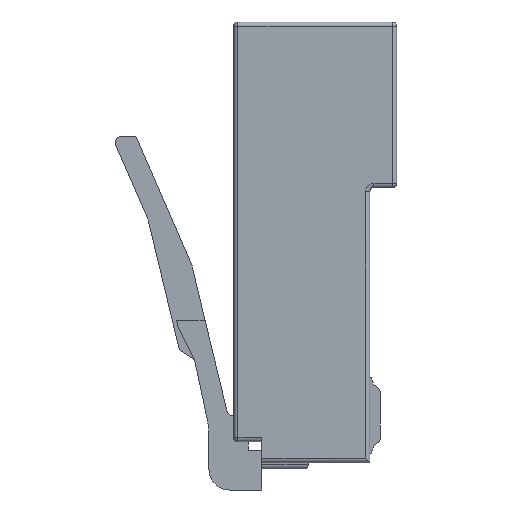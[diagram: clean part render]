
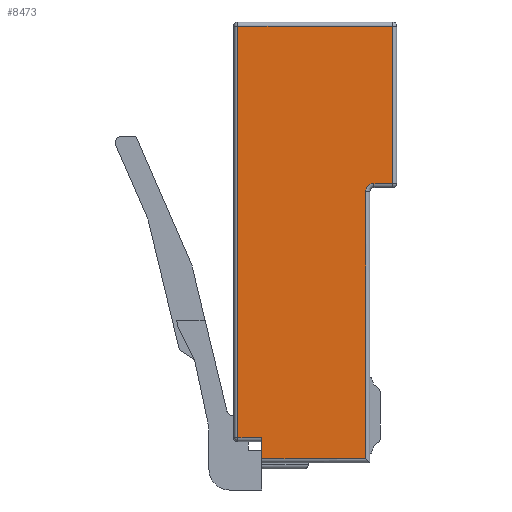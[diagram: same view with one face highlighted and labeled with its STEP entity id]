
A CAD part, left-side view. The second image highlights one B-rep face of the part: STEP entity #8473.
In plain terms, the highlighted planar face has unit normal (-1, 0, 0).
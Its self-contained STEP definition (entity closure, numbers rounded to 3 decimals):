
#54 = AXIS2_PLACEMENT_3D ( 'NONE', #6000, #1336, #6770 ) ;
#82 = VERTEX_POINT ( 'NONE', #4960 ) ;
#220 = FACE_OUTER_BOUND ( 'NONE', #5567, .T. ) ;
#240 = VECTOR ( 'NONE', #534, 1000. ) ;
#461 = ORIENTED_EDGE ( 'NONE', *, *, #1710, .T. ) ;
#534 = DIRECTION ( 'NONE',  ( 0., -1., 0. ) ) ;
#567 = PLANE ( 'NONE',  #54 ) ;
#581 = CARTESIAN_POINT ( 'NONE',  ( -5.84, 2.59, 0. ) ) ;
#656 = VECTOR ( 'NONE', #1193, 1000. ) ;
#803 = ORIENTED_EDGE ( 'NONE', *, *, #7897, .T. ) ;
#889 = LINE ( 'NONE', #1701, #8406 ) ;
#1025 = LINE ( 'NONE', #581, #9017 ) ;
#1147 = LINE ( 'NONE', #7402, #656 ) ;
#1193 = DIRECTION ( 'NONE',  ( 0., 0., -1. ) ) ;
#1241 = LINE ( 'NONE', #3672, #8985 ) ;
#1277 = LINE ( 'NONE', #3734, #9026 ) ;
#1333 = CARTESIAN_POINT ( 'NONE',  ( -5.84, -2.85, 13.54 ) ) ;
#1336 = DIRECTION ( 'NONE',  ( 1., 0., 0. ) ) ;
#1394 = CARTESIAN_POINT ( 'NONE',  ( -5.84, 2.59, 0.2 ) ) ;
#1701 = CARTESIAN_POINT ( 'NONE',  ( -5.84, -3.95, 13.54 ) ) ;
#1710 = EDGE_CURVE ( 'NONE', #7625, #8617, #889, .T. ) ;
#1806 = CARTESIAN_POINT ( 'NONE',  ( -5.84, -3.75, 13.54 ) ) ;
#1885 = ORIENTED_EDGE ( 'NONE', *, *, #7605, .T. ) ;
#1907 = DIRECTION ( 'NONE',  ( -1., 0., 0. ) ) ;
#2169 = CARTESIAN_POINT ( 'NONE',  ( -5.84, 3.75, 21.17 ) ) ;
#2289 = ORIENTED_EDGE ( 'NONE', *, *, #8213, .T. ) ;
#2481 = DIRECTION ( 'NONE',  ( 0., -1., 0. ) ) ;
#2640 = VECTOR ( 'NONE', #8695, 1000. ) ;
#2825 = ORIENTED_EDGE ( 'NONE', *, *, #8698, .F. ) ;
#2953 = ORIENTED_EDGE ( 'NONE', *, *, #4882, .T. ) ;
#3672 = CARTESIAN_POINT ( 'NONE',  ( -5.84, -2.45, 21.37 ) ) ;
#3734 = CARTESIAN_POINT ( 'NONE',  ( -5.84, -3.95, 1.22 ) ) ;
#4206 = VERTEX_POINT ( 'NONE', #9695 ) ;
#4400 = VERTEX_POINT ( 'NONE', #4570 ) ;
#4478 = DIRECTION ( 'NONE',  ( 0., 0., -1. ) ) ;
#4570 = CARTESIAN_POINT ( 'NONE',  ( -5.84, -2.45, 13.14 ) ) ;
#4620 = LINE ( 'NONE', #5959, #240 ) ;
#4882 = EDGE_CURVE ( 'NONE', #6399, #7657, #1025, .T. ) ;
#4933 = VERTEX_POINT ( 'NONE', #2169 ) ;
#4960 = CARTESIAN_POINT ( 'NONE',  ( -5.84, -2.45, 0.2 ) ) ;
#5084 = ORIENTED_EDGE ( 'NONE', *, *, #6945, .T. ) ;
#5110 = VECTOR ( 'NONE', #9897, 1000. ) ;
#5126 = ORIENTED_EDGE ( 'NONE', *, *, #6016, .T. ) ;
#5135 = EDGE_CURVE ( 'NONE', #4933, #9947, #1147, .T. ) ;
#5247 = DIRECTION ( 'NONE',  ( 0., 0., 1. ) ) ;
#5567 = EDGE_LOOP ( 'NONE', ( #2953, #1885, #5126, #2825, #461, #803, #2289, #7851, #5084 ) ) ;
#5959 = CARTESIAN_POINT ( 'NONE',  ( -5.84, -2.65, 0.2 ) ) ;
#6000 = CARTESIAN_POINT ( 'NONE',  ( -5.84, -3.95, 21.37 ) ) ;
#6016 = EDGE_CURVE ( 'NONE', #82, #4400, #1241, .T. ) ;
#6071 = CARTESIAN_POINT ( 'NONE',  ( -5.84, -3.75, 21.37 ) ) ;
#6399 = VERTEX_POINT ( 'NONE', #9606 ) ;
#6587 = CARTESIAN_POINT ( 'NONE',  ( -5.84, -2.85, 13.14 ) ) ;
#6770 = DIRECTION ( 'NONE',  ( 0., 0., -1. ) ) ;
#6813 = AXIS2_PLACEMENT_3D ( 'NONE', #6587, #1907, #7361 ) ;
#6945 = EDGE_CURVE ( 'NONE', #9947, #6399, #1277, .T. ) ;
#7361 = DIRECTION ( 'NONE',  ( 0., 0., -1. ) ) ;
#7402 = CARTESIAN_POINT ( 'NONE',  ( -5.84, 3.75, 21.37 ) ) ;
#7605 = EDGE_CURVE ( 'NONE', #7657, #82, #4620, .T. ) ;
#7625 = VERTEX_POINT ( 'NONE', #1333 ) ;
#7657 = VERTEX_POINT ( 'NONE', #1394 ) ;
#7851 = ORIENTED_EDGE ( 'NONE', *, *, #5135, .T. ) ;
#7871 = LINE ( 'NONE', #6071, #5110 ) ;
#7897 = EDGE_CURVE ( 'NONE', #8617, #4206, #7871, .T. ) ;
#7951 = CARTESIAN_POINT ( 'NONE',  ( -5.84, -3.95, 21.17 ) ) ;
#8213 = EDGE_CURVE ( 'NONE', #4206, #4933, #8572, .T. ) ;
#8335 = CIRCLE ( 'NONE', #6813, 0.4 ) ;
#8406 = VECTOR ( 'NONE', #2481, 1000. ) ;
#8437 = CARTESIAN_POINT ( 'NONE',  ( -5.84, 3.75, 1.22 ) ) ;
#8473 = ADVANCED_FACE ( 'NONE', ( #220 ), #567, .F. ) ;
#8572 = LINE ( 'NONE', #7951, #2640 ) ;
#8617 = VERTEX_POINT ( 'NONE', #1806 ) ;
#8695 = DIRECTION ( 'NONE',  ( 0., 1., 0. ) ) ;
#8698 = EDGE_CURVE ( 'NONE', #7625, #4400, #8335, .T. ) ;
#8985 = VECTOR ( 'NONE', #5247, 1000. ) ;
#9017 = VECTOR ( 'NONE', #4478, 1000. ) ;
#9026 = VECTOR ( 'NONE', #9138, 1000. ) ;
#9138 = DIRECTION ( 'NONE',  ( 0., -1., 0. ) ) ;
#9606 = CARTESIAN_POINT ( 'NONE',  ( -5.84, 2.59, 1.22 ) ) ;
#9695 = CARTESIAN_POINT ( 'NONE',  ( -5.84, -3.75, 21.17 ) ) ;
#9897 = DIRECTION ( 'NONE',  ( 0., 0., 1. ) ) ;
#9947 = VERTEX_POINT ( 'NONE', #8437 ) ;
